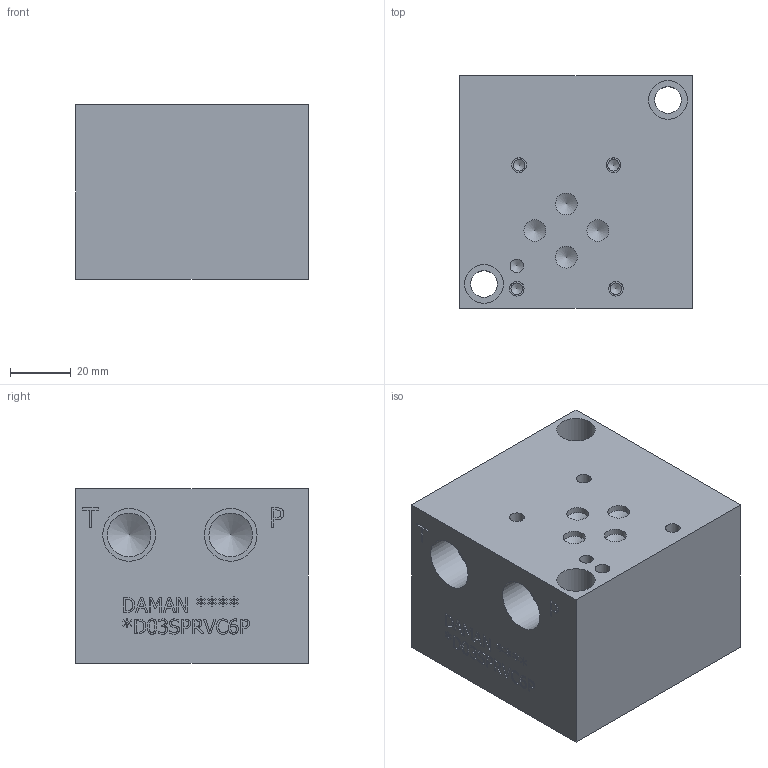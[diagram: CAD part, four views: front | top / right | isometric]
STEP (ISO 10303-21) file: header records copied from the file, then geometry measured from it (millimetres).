
FILE_DESCRIPTION(/* description */ (''),/* implementation_level */ '2;1');
FILE_NAME(/* name */ '_D03SPRVC6P.stp',/* time_stamp */ '2020-03-17T15:54:10-04:00',/* author */ ('devonn'),/* organization */ (''),/* preprocessor_version */ 'ST-DEVELOPER v17',/* originating_system */ 'Autodesk Inventor 2019',/* authorisation */ '');
FILE_SCHEMA (('AUTOMOTIVE_DESIGN { 1 0 10303 214 3 1 1 }'));
Length unit declared in the file: millimetre
Products named in the file (1): Part_AD03SPRVC6P.C03189R7_3D
Bounding box: 76.2 x 76.2 x 57.15 mm (x, y, z)
Volume: 282089.2 mm3; surface area: 42315.8 mm2
Topology: 1 solids, 1 shells, 522 faces, 1430 edges, 964 vertices
Faces by surface type: plane 312, bspline 151, cylinder 37, cone 22
Full cylindrical faces by diameter (mm): 3.785 x4, 4.369 x1, 4.826 x4, 6.35 x2, 7.137 x4, 8.738 x2, 12.7 x2, 14.29 x1, 14.3 x6, 15.9 x1, 17.297 x6, 20.62 x1, 22.23 x1, 22.54 x1, 30.16 x1
Entity records: 17667 total; most frequent: CARTESIAN_POINT 4864, ORIENTED_EDGE 2828, DIRECTION 1990, EDGE_CURVE 1414, LINE 978, VECTOR 978, VERTEX_POINT 964, EDGE_LOOP 596
